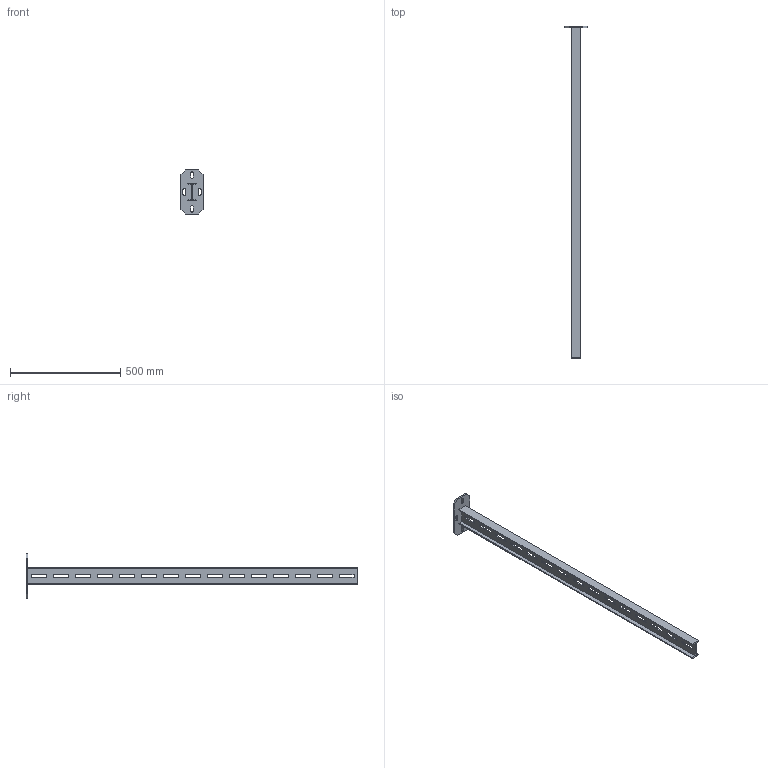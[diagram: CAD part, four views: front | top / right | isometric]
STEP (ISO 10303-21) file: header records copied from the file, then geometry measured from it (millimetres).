
FILE_DESCRIPTION((''),'2;1');
FILE_NAME('721616_ASM','2019-03-26T10:58:59',('tomasz.grudniewski'),(''),'CREO PARAMETRIC BY PTC INC, 2018400','CREO PARAMETRIC BY PTC INC, 2018400','');
FILE_SCHEMA(('CONFIG_CONTROL_DESIGN'));
Length unit declared in the file: millimetre
Products named in the file (3): PODSTAWA_WPDH_PRT; 700216_PRT; 721616_ASM
Assembly tree (2 placements, depth 2):
  721616_ASM
    PODSTAWA_WPDH_PRT
    700216_PRT
Bounding box: 100 x 1508 x 200 mm (x, y, z)
Volume: 1136792.4 mm3; surface area: 493362 mm2
Topology: 2 solids, 2 shells, 164 faces, 480 edges, 320 vertices
Faces by surface type: plane 96, cylinder 68
Entity records: 5624 total; most frequent: CARTESIAN_POINT 969, ORIENTED_EDGE 960, DIRECTION 954, EDGE_CURVE 480, VECTOR 344, LINE 344, VERTEX_POINT 320, AXIS2_PLACEMENT_3D 305
